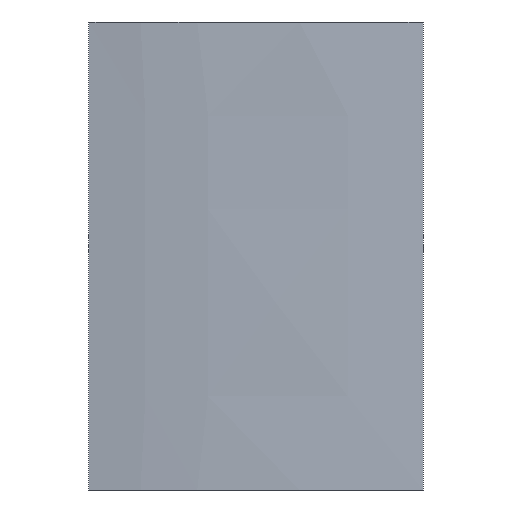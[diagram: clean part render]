
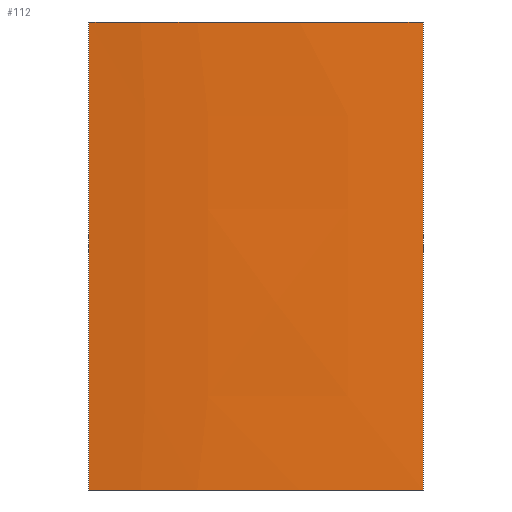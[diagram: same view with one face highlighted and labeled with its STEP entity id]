
A CAD part, front view. The second image highlights one B-rep face of the part: STEP entity #112.
In plain terms, the highlighted face is a extrusion surface.
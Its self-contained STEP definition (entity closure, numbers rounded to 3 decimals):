
#42=CARTESIAN_POINT('Vertex',(345.955,-38.906,335.)) ;
#45=CARTESIAN_POINT('Line Origine',(345.955,-38.906,167.5)) ;
#49=CARTESIAN_POINT('Vertex',(345.955,-38.906,0.)) ;
#72=CARTESIAN_POINT('Control Point',(345.955,-38.906,0.)) ;
#73=CARTESIAN_POINT('Control Point',(291.379,-47.905,0.)) ;
#74=CARTESIAN_POINT('Control Point',(238.324,-54.435,0.)) ;
#75=CARTESIAN_POINT('Control Point',(189.18,-57.303,0.)) ;
#76=CARTESIAN_POINT('Control Point',(144.826,-56.179,0.)) ;
#77=CARTESIAN_POINT('Control Point',(106.776,-51.763,0.)) ;
#82=CARTESIAN_POINT('Control Point',(345.955,-38.906,335.)) ;
#83=CARTESIAN_POINT('Control Point',(291.379,-47.905,335.)) ;
#84=CARTESIAN_POINT('Control Point',(238.324,-54.435,335.)) ;
#85=CARTESIAN_POINT('Control Point',(189.18,-57.303,335.)) ;
#86=CARTESIAN_POINT('Control Point',(144.826,-56.179,335.)) ;
#87=CARTESIAN_POINT('Control Point',(106.776,-51.763,335.)) ;
#88=CARTESIAN_POINT('Vertex',(106.776,-51.763,335.)) ;
#91=CARTESIAN_POINT('Line Origine',(106.776,-51.763,167.5)) ;
#95=CARTESIAN_POINT('Vertex',(106.776,-51.763,0.)) ;
#99=CARTESIAN_POINT('Control Point',(345.955,-38.906,0.)) ;
#100=CARTESIAN_POINT('Control Point',(291.379,-47.905,0.)) ;
#101=CARTESIAN_POINT('Control Point',(238.324,-54.435,0.)) ;
#102=CARTESIAN_POINT('Control Point',(189.18,-57.303,0.)) ;
#103=CARTESIAN_POINT('Control Point',(144.826,-56.179,0.)) ;
#104=CARTESIAN_POINT('Control Point',(106.776,-51.763,0.)) ;
#47=VECTOR('Line Direction',#46,1.) ;
#79=VECTOR('Extrusion Surface Vector',#78,1.) ;
#93=VECTOR('Line Direction',#92,1.) ;
#46=DIRECTION('Vector Direction',(0.,0.,1.)) ;
#78=DIRECTION('Vector Direction',(0.,0.,1.)) ;
#92=DIRECTION('Vector Direction',(0.,0.,1.)) ;
#48=LINE('Line',#45,#47) ;
#94=LINE('Line',#91,#93) ;
#51=EDGE_CURVE('',#50,#43,#48,.T.) ;
#90=EDGE_CURVE('',#43,#89,#81,.T.) ;
#97=EDGE_CURVE('',#96,#89,#94,.T.) ;
#105=EDGE_CURVE('',#50,#96,#98,.T.) ;
#107=ORIENTED_EDGE('',*,*,#90,.T.) ;
#108=ORIENTED_EDGE('',*,*,#97,.F.) ;
#109=ORIENTED_EDGE('',*,*,#105,.F.) ;
#110=ORIENTED_EDGE('',*,*,#51,.T.) ;
#106=EDGE_LOOP('',(#107,#108,#109,#110)) ;
#43=VERTEX_POINT('',#42) ;
#50=VERTEX_POINT('',#49) ;
#89=VERTEX_POINT('',#88) ;
#96=VERTEX_POINT('',#95) ;
#112=ADVANCED_FACE('PartBody',(#111),#80,.F.) ;
#71=B_SPLINE_CURVE_WITH_KNOTS('',5,(#72,#73,#74,#75,#76,#77),.UNSPECIFIED.,.F.,.U.,(6,6),(0.,240.67),.UNSPECIFIED.) ;
#81=B_SPLINE_CURVE_WITH_KNOTS('',5,(#82,#83,#84,#85,#86,#87),.UNSPECIFIED.,.F.,.U.,(6,6),(500000.257,500000.632),.UNSPECIFIED.) ;
#98=B_SPLINE_CURVE_WITH_KNOTS('',5,(#99,#100,#101,#102,#103,#104),.UNSPECIFIED.,.F.,.U.,(6,6),(500000.257,500000.632),.UNSPECIFIED.) ;
#111=FACE_OUTER_BOUND('',#106,.T.) ;
#80=SURFACE_OF_LINEAR_EXTRUSION('generated tabulated cylinder',#71,#79) ;
